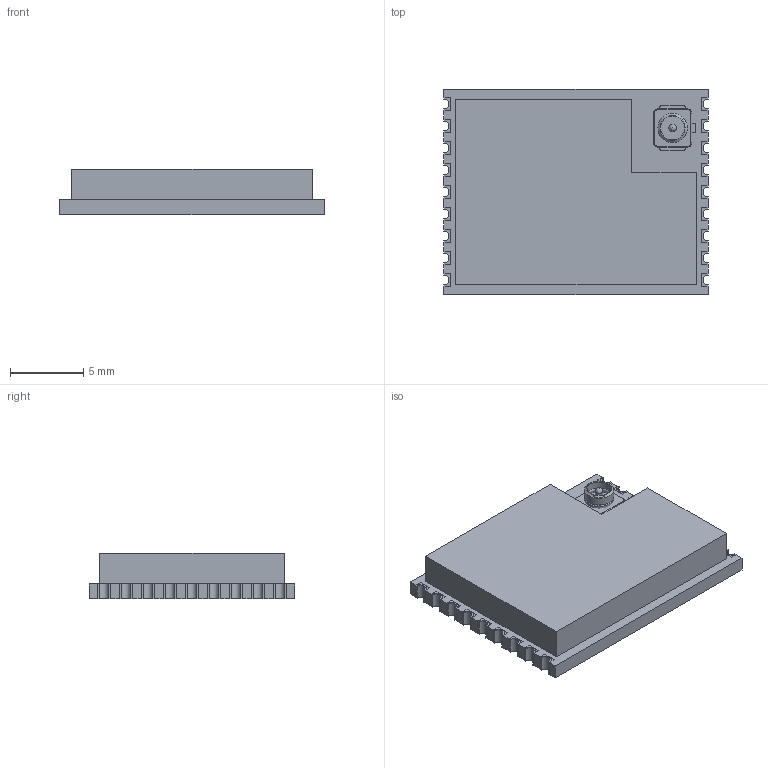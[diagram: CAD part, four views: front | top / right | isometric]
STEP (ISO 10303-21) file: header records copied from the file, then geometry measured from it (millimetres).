
FILE_DESCRIPTION(/* description */ (''),/* implementation_level */ '2;1');
FILE_NAME(/* name */ 'ESP32-C3-13U v2.step',/* time_stamp */ '2022-07-13T12:30:22+02:00',/* author */ (''),/* organization */ (''),/* preprocessor_version */ 'ST-DEVELOPER v18.1',/* originating_system */ 'Autodesk Translation Framework v10.13.0.1454',/* authorisation */ '');
FILE_SCHEMA (('AUTOMOTIVE_DESIGN { 1 0 10303 214 3 1 1 }'));
Length unit declared in the file: millimetre
Products named in the file (7): ESP32-C3-13U; SMD_COAX_4MM; Body; PinGND; PinSign; PinGND001; Sweep
Assembly tree (6 placements, depth 3):
  ESP32-C3-13U
    SMD_COAX_4MM
      Body
      PinGND
      PinSign
      PinGND001
      Sweep
Bounding box: 18 x 14 x 3.12 mm (x, y, z)
Volume: 642.4 mm3; surface area: 1194 mm2
Topology: 25 solids, 25 shells, 303 faces, 743 edges, 490 vertices
Faces by surface type: plane 234, cylinder 59, torus 7, cone 2, bspline 1
Full cylindrical faces by diameter (mm): 0.309 x1, 0.5 x1, 1.799 x2, 1.999 x2
Entity records: 9125 total; most frequent: CARTESIAN_POINT 1611, DIRECTION 1505, ORIENTED_EDGE 1486, EDGE_CURVE 743, LINE 611, VECTOR 611, VERTEX_POINT 490, AXIS2_PLACEMENT_3D 447
